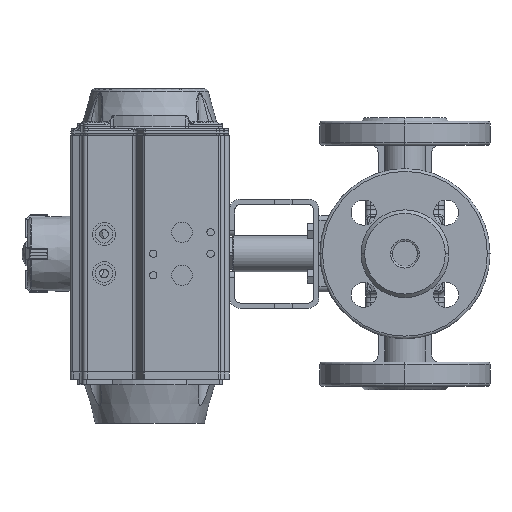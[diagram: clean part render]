
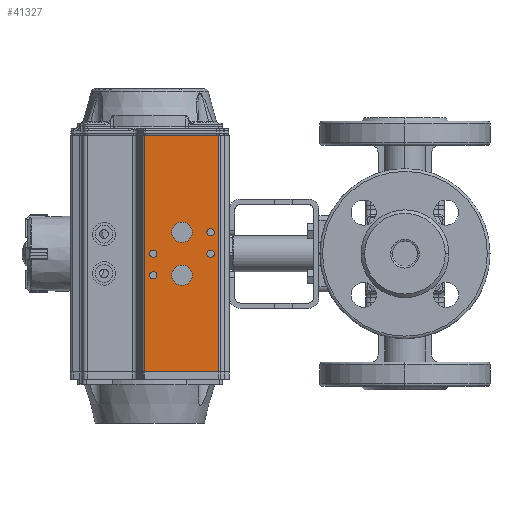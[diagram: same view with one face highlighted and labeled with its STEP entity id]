
A CAD part, left-side view. The second image highlights one B-rep face of the part: STEP entity #41327.
In plain terms, the highlighted face is planar.
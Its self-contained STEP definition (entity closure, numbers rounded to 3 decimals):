
#1764=PLANE('',#45554);
#4493=LINE('',#90053,#7128);
#4515=LINE('',#90142,#7150);
#7128=VECTOR('',#55561,1000.);
#7150=VECTOR('',#55631,1000.);
#9611=CIRCLE('',#45450,5.723);
#9613=CIRCLE('',#45453,5.723);
#9615=CIRCLE('',#45456,2.067);
#9617=CIRCLE('',#45459,2.067);
#9619=CIRCLE('',#45462,2.067);
#9621=CIRCLE('',#45465,2.067);
#21310=ORIENTED_EDGE('',*,*,#27363,.F.);
#21311=ORIENTED_EDGE('',*,*,#27434,.T.);
#21312=ORIENTED_EDGE('',*,*,#27408,.T.);
#21313=ORIENTED_EDGE('',*,*,#27338,.T.);
#21314=ORIENTED_EDGE('',*,*,#27339,.T.);
#21315=ORIENTED_EDGE('',*,*,#27341,.T.);
#21316=ORIENTED_EDGE('',*,*,#27343,.T.);
#21317=ORIENTED_EDGE('',*,*,#27345,.T.);
#21318=ORIENTED_EDGE('',*,*,#27347,.T.);
#21319=ORIENTED_EDGE('',*,*,#27349,.T.);
#27338=EDGE_CURVE('',#31336,#31339,#32855,.T.);
#27339=EDGE_CURVE('',#31340,#31340,#9611,.F.);
#27341=EDGE_CURVE('',#31342,#31342,#9613,.F.);
#27343=EDGE_CURVE('',#31344,#31344,#9615,.F.);
#27345=EDGE_CURVE('',#31346,#31346,#9617,.F.);
#27347=EDGE_CURVE('',#31348,#31348,#9619,.F.);
#27349=EDGE_CURVE('',#31350,#31350,#9621,.F.);
#27363=EDGE_CURVE('',#31378,#31339,#4493,.T.);
#27408=EDGE_CURVE('',#31422,#31336,#4515,.T.);
#27434=EDGE_CURVE('',#31378,#31422,#32859,.T.);
#31336=VERTEX_POINT('',#89946);
#31339=VERTEX_POINT('',#89951);
#31340=VERTEX_POINT('',#89958);
#31342=VERTEX_POINT('',#89963);
#31344=VERTEX_POINT('',#89968);
#31346=VERTEX_POINT('',#89973);
#31348=VERTEX_POINT('',#89978);
#31350=VERTEX_POINT('',#89983);
#31378=VERTEX_POINT('',#90052);
#31422=VERTEX_POINT('',#90143);
#32855=B_SPLINE_CURVE_WITH_KNOTS('',3,(#89952,#89953,#89954,#89955),
 .UNSPECIFIED.,.F.,.F.,(4,4),(0.,1.),.UNSPECIFIED.);
#32859=B_SPLINE_CURVE_WITH_KNOTS('',3,(#90204,#90205,#90206,#90207),
 .UNSPECIFIED.,.F.,.F.,(4,4),(0.,1.),
 .UNSPECIFIED.);
#35707=EDGE_LOOP('',(#21310,#21311,#21312,#21313));
#35708=EDGE_LOOP('',(#21314));
#35709=EDGE_LOOP('',(#21315));
#35710=EDGE_LOOP('',(#21316));
#35711=EDGE_LOOP('',(#21317));
#35712=EDGE_LOOP('',(#21318));
#35713=EDGE_LOOP('',(#21319));
#38654=FACE_BOUND('',#35707,.T.);
#38655=FACE_BOUND('',#35708,.T.);
#38656=FACE_BOUND('',#35709,.T.);
#38657=FACE_BOUND('',#35710,.T.);
#38658=FACE_BOUND('',#35711,.T.);
#38659=FACE_BOUND('',#35712,.T.);
#38660=FACE_BOUND('',#35713,.T.);
#41327=ADVANCED_FACE('',(#38654,#38655,#38656,#38657,#38658,#38659,#38660),
#1764,.T.);
#45450=AXIS2_PLACEMENT_3D('',#89957,#55449,#55450);
#45453=AXIS2_PLACEMENT_3D('',#89962,#55455,#55456);
#45456=AXIS2_PLACEMENT_3D('',#89967,#55461,#55462);
#45459=AXIS2_PLACEMENT_3D('',#89972,#55467,#55468);
#45462=AXIS2_PLACEMENT_3D('',#89977,#55473,#55474);
#45465=AXIS2_PLACEMENT_3D('',#89982,#55479,#55480);
#45554=AXIS2_PLACEMENT_3D('',#90203,#55702,#55703);
#55449=DIRECTION('',(1.,0.,0.));
#55450=DIRECTION('',(0.,0.,-1.));
#55455=DIRECTION('',(1.,0.,0.));
#55456=DIRECTION('',(0.,0.,-1.));
#55461=DIRECTION('',(1.,0.,0.));
#55462=DIRECTION('',(0.,0.,-1.));
#55467=DIRECTION('',(1.,0.,0.));
#55468=DIRECTION('',(0.,0.,-1.));
#55473=DIRECTION('',(1.,0.,0.));
#55474=DIRECTION('',(0.,0.,-1.));
#55479=DIRECTION('',(1.,0.,0.));
#55480=DIRECTION('',(0.,0.,-1.));
#55561=DIRECTION('',(0.,1.,0.));
#55631=DIRECTION('',(0.,1.,0.));
#55702=DIRECTION('',(1.,0.,0.));
#55703=DIRECTION('',(0.,1.,0.));
#89946=CARTESIAN_POINT('',(47.,2.864,0.));
#89951=CARTESIAN_POINT('',(47.,2.864,132.));
#89952=CARTESIAN_POINT('',(47.,2.864,0.));
#89953=CARTESIAN_POINT('',(47.,2.864,44.));
#89954=CARTESIAN_POINT('',(47.,2.864,88.));
#89955=CARTESIAN_POINT('',(47.,2.864,132.));
#89957=CARTESIAN_POINT('',(47.,-17.971,54.));
#89958=CARTESIAN_POINT('',(47.,-17.971,48.278));
#89962=CARTESIAN_POINT('',(47.,-17.971,78.));
#89963=CARTESIAN_POINT('',(47.,-17.971,72.278));
#89967=CARTESIAN_POINT('',(47.,-33.971,54.));
#89968=CARTESIAN_POINT('',(47.,-33.971,51.933));
#89972=CARTESIAN_POINT('',(47.,-1.971,78.));
#89973=CARTESIAN_POINT('',(47.,-1.971,75.933));
#89977=CARTESIAN_POINT('',(47.,-1.971,66.));
#89978=CARTESIAN_POINT('',(47.,-1.971,63.933));
#89982=CARTESIAN_POINT('',(47.,-33.971,66.));
#89983=CARTESIAN_POINT('',(47.,-33.971,63.933));
#90052=CARTESIAN_POINT('',(47.,-38.493,132.));
#90053=CARTESIAN_POINT('',(47.,-2.42,132.));
#90142=CARTESIAN_POINT('',(47.,-38.493,0.));
#90143=CARTESIAN_POINT('',(47.,-38.493,0.));
#90203=CARTESIAN_POINT('',(47.,-38.493,0.));
#90204=CARTESIAN_POINT('',(47.,-38.493,132.));
#90205=CARTESIAN_POINT('',(47.,-38.493,88.));
#90206=CARTESIAN_POINT('',(47.,-38.493,44.));
#90207=CARTESIAN_POINT('',(47.,-38.493,0.));
